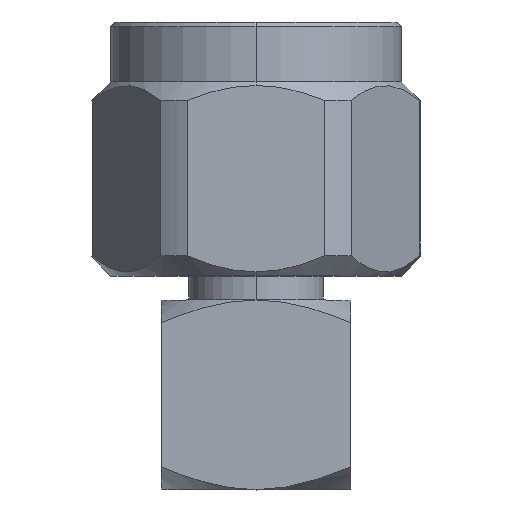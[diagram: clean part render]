
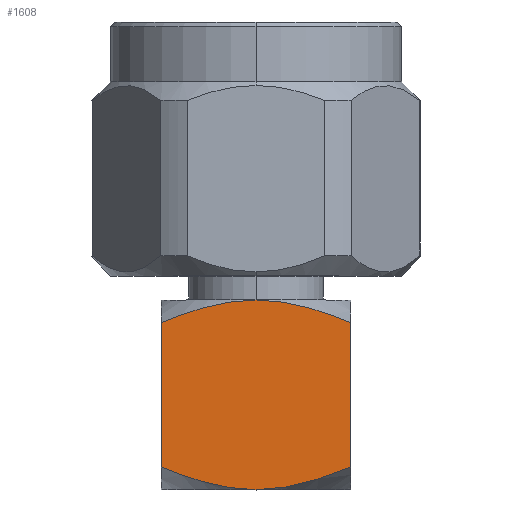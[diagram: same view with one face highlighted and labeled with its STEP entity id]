
A CAD part, top view. The second image highlights one B-rep face of the part: STEP entity #1608.
In plain terms, the highlighted planar face has unit normal (0, 0, 1).
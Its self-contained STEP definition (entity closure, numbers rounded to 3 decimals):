
#76 = CARTESIAN_POINT ( 'NONE',  ( -6.35, -29.781, 6.35 ) ) ;
#134 = CARTESIAN_POINT ( 'NONE',  ( -6.35, -18.6, 6.35 ) ) ;
#214 = EDGE_CURVE ( 'NONE', #1823, #2390, #605, .T. ) ;
#243 = VERTEX_POINT ( 'NONE', #4497 ) ;
#251 = CARTESIAN_POINT ( 'NONE',  ( -2.196, -18.775, 6.35 ) ) ;
#295 = CARTESIAN_POINT ( 'NONE',  ( -1.119, -31.3, 6.35 ) ) ;
#386 = CARTESIAN_POINT ( 'NONE',  ( 3.766, -30.712, 6.35 ) ) ;
#397 = B_SPLINE_CURVE_WITH_KNOTS ( 'NONE', 3,
 ( #3270, #2927, #3662, #251, #2539, #4075 ),
 .UNSPECIFIED., .F., .F.,
 ( 4, 2, 4 ),
 ( 0., 0.003, 0.007 ),
 .UNSPECIFIED. ) ;
#605 = LINE ( 'NONE', #4419, #1081 ) ;
#774 = CARTESIAN_POINT ( 'NONE',  ( 6.35, -29.781, 6.35 ) ) ;
#788 = CARTESIAN_POINT ( 'NONE',  ( 4.291, -30.548, 6.35 ) ) ;
#823 = CARTESIAN_POINT ( 'NONE',  ( 5.329, -30.186, 6.35 ) ) ;
#843 = CARTESIAN_POINT ( 'NONE',  ( 1.119, -18.6, 6.35 ) ) ;
#1027 = EDGE_CURVE ( 'NONE', #1525, #3078, #1494, .T. ) ;
#1031 = ORIENTED_EDGE ( 'NONE', *, *, #3846, .T. ) ;
#1081 = VECTOR ( 'NONE', #2910, 1000. ) ;
#1088 = CARTESIAN_POINT ( 'NONE',  ( -6.35, -29.781, 6.35 ) ) ;
#1175 = CARTESIAN_POINT ( 'NONE',  ( 5.841, -29.989, 6.35 ) ) ;
#1264 = DIRECTION ( 'NONE',  ( 1., 0., 0. ) ) ;
#1289 = DIRECTION ( 'NONE',  ( 0., 1., 0. ) ) ;
#1383 = CARTESIAN_POINT ( 'NONE',  ( 6.35, -20.119, 6.35 ) ) ;
#1457 = VERTEX_POINT ( 'NONE', #1913 ) ;
#1494 = LINE ( 'NONE', #4340, #3217 ) ;
#1523 = CARTESIAN_POINT ( 'NONE',  ( -2.196, -31.125, 6.35 ) ) ;
#1525 = VERTEX_POINT ( 'NONE', #76 ) ;
#1586 = CARTESIAN_POINT ( 'NONE',  ( 2.196, -18.775, 6.35 ) ) ;
#1608 = ADVANCED_FACE ( 'NONE', ( #3380 ), #4750, .T. ) ;
#1704 = ORIENTED_EDGE ( 'NONE', *, *, #214, .F. ) ;
#1823 = VERTEX_POINT ( 'NONE', #1383 ) ;
#1913 = CARTESIAN_POINT ( 'NONE',  ( 0., -31.3, 6.35 ) ) ;
#1942 = CARTESIAN_POINT ( 'NONE',  ( 0., -18.6, 6.35 ) ) ;
#2267 = CARTESIAN_POINT ( 'NONE',  ( 0., -31.3, 6.35 ) ) ;
#2390 = VERTEX_POINT ( 'NONE', #4392 ) ;
#2539 = CARTESIAN_POINT ( 'NONE',  ( -1.119, -18.6, 6.35 ) ) ;
#2622 = CARTESIAN_POINT ( 'NONE',  ( -5.331, -30.198, 6.35 ) ) ;
#2655 = B_SPLINE_CURVE_WITH_KNOTS ( 'NONE', 3,
 ( #3055, #4243, #3121, #1586, #843, #1942 ),
 .UNSPECIFIED., .F., .F.,
 ( 4, 2, 4 ),
 ( 0., 0.003, 0.007 ),
 .UNSPECIFIED. ) ;
#2688 = B_SPLINE_CURVE_WITH_KNOTS ( 'NONE', 3,
 ( #1088, #2622, #3363, #1523, #295, #2267 ),
 .UNSPECIFIED., .F., .F.,
 ( 4, 2, 4 ),
 ( 0., 0.003, 0.007 ),
 .UNSPECIFIED. ) ;
#2747 = EDGE_LOOP ( 'NONE', ( #1704, #2902, #3474, #4518, #1031, #3290 ) ) ;
#2902 = ORIENTED_EDGE ( 'NONE', *, *, #3951, .T. ) ;
#2910 = DIRECTION ( 'NONE',  ( 0., -1., 0. ) ) ;
#2927 = CARTESIAN_POINT ( 'NONE',  ( -5.331, -19.702, 6.35 ) ) ;
#3055 = CARTESIAN_POINT ( 'NONE',  ( 6.35, -20.119, 6.35 ) ) ;
#3078 = VERTEX_POINT ( 'NONE', #3737 ) ;
#3106 = AXIS2_PLACEMENT_3D ( 'NONE', #134, #3943, #1264 ) ;
#3121 = CARTESIAN_POINT ( 'NONE',  ( 4.301, -19.329, 6.35 ) ) ;
#3217 = VECTOR ( 'NONE', #1289, 1000. ) ;
#3270 = CARTESIAN_POINT ( 'NONE',  ( -6.35, -20.119, 6.35 ) ) ;
#3290 = ORIENTED_EDGE ( 'NONE', *, *, #4090, .T. ) ;
#3363 = CARTESIAN_POINT ( 'NONE',  ( -4.301, -30.571, 6.35 ) ) ;
#3380 = FACE_OUTER_BOUND ( 'NONE', #2747, .T. ) ;
#3474 = ORIENTED_EDGE ( 'NONE', *, *, #3660, .F. ) ;
#3660 = EDGE_CURVE ( 'NONE', #3078, #243, #397, .T. ) ;
#3662 = CARTESIAN_POINT ( 'NONE',  ( -4.301, -19.329, 6.35 ) ) ;
#3737 = CARTESIAN_POINT ( 'NONE',  ( -6.35, -20.119, 6.35 ) ) ;
#3846 = EDGE_CURVE ( 'NONE', #1525, #1457, #2688, .T. ) ;
#3874 = CARTESIAN_POINT ( 'NONE',  ( 2.181, -31.128, 6.35 ) ) ;
#3943 = DIRECTION ( 'NONE',  ( 0., 0., 1. ) ) ;
#3951 = EDGE_CURVE ( 'NONE', #1823, #243, #2655, .T. ) ;
#4075 = CARTESIAN_POINT ( 'NONE',  ( 0., -18.6, 6.35 ) ) ;
#4090 = EDGE_CURVE ( 'NONE', #1457, #2390, #4867, .T. ) ;
#4243 = CARTESIAN_POINT ( 'NONE',  ( 5.331, -19.702, 6.35 ) ) ;
#4340 = CARTESIAN_POINT ( 'NONE',  ( -6.35, -18.6, 6.35 ) ) ;
#4392 = CARTESIAN_POINT ( 'NONE',  ( 6.35, -29.781, 6.35 ) ) ;
#4419 = CARTESIAN_POINT ( 'NONE',  ( 6.35, -18.6, 6.35 ) ) ;
#4497 = CARTESIAN_POINT ( 'NONE',  ( 0., -18.6, 6.35 ) ) ;
#4518 = ORIENTED_EDGE ( 'NONE', *, *, #1027, .F. ) ;
#4659 = CARTESIAN_POINT ( 'NONE',  ( 1.106, -31.3, 6.35 ) ) ;
#4750 = PLANE ( 'NONE',  #3106 ) ;
#4867 = B_SPLINE_CURVE_WITH_KNOTS ( 'NONE', 3,
 ( #4923, #4659, #3874, #386, #788, #823, #1175, #774 ),
 .UNSPECIFIED., .F., .F.,
 ( 4, 2, 2, 4 ),
 ( 0., 0.003, 0.005, 0.007 ),
 .UNSPECIFIED. ) ;
#4923 = CARTESIAN_POINT ( 'NONE',  ( 0., -31.3, 6.35 ) ) ;
